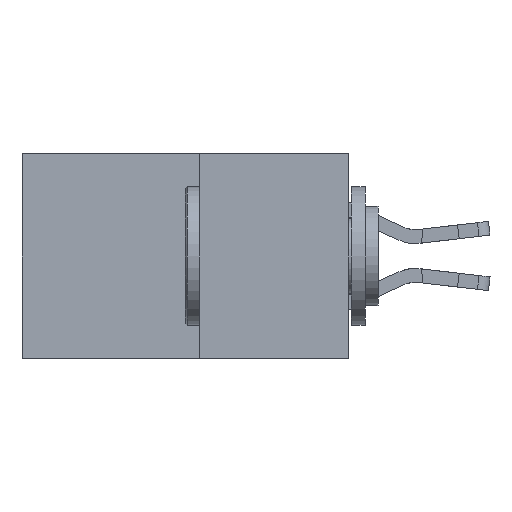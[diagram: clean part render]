
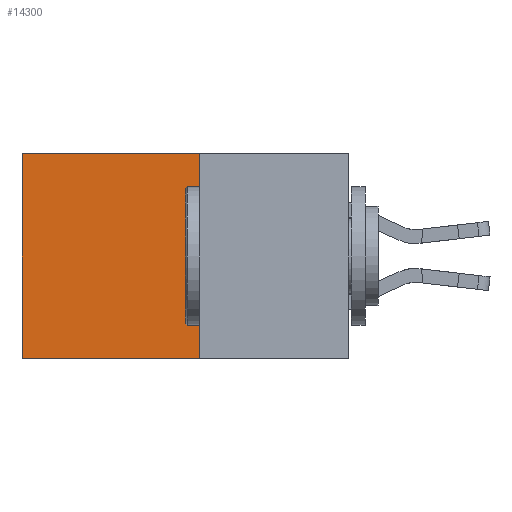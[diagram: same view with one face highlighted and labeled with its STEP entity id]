
A CAD part, left-side view. The second image highlights one B-rep face of the part: STEP entity #14300.
In plain terms, the highlighted planar face has unit normal (-1, 0, 0).
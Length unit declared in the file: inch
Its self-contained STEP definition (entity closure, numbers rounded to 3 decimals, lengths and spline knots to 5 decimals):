
#106 = PLANE ( 'NONE',  #12916 ) ;
#618 = VECTOR ( 'NONE', #19378, 39.37008 ) ;
#672 = DIRECTION ( 'NONE',  ( 0., 1., 0. ) ) ;
#1526 = EDGE_LOOP ( 'NONE', ( #10154, #14763, #3440, #1853 ) ) ;
#1761 = CARTESIAN_POINT ( 'NONE',  ( 0.277, 0.59, -0.37 ) ) ;
#1853 = ORIENTED_EDGE ( 'NONE', *, *, #2936, .T. ) ;
#1896 = DIRECTION ( 'NONE',  ( 0., 0., -1. ) ) ;
#2054 = EDGE_CURVE ( 'NONE', #18139, #18633, #14951, .T. ) ;
#2936 = EDGE_CURVE ( 'NONE', #18139, #5078, #11926, .T. ) ;
#3440 = ORIENTED_EDGE ( 'NONE', *, *, #2054, .F. ) ;
#4052 = LINE ( 'NONE', #1761, #8254 ) ;
#5030 = CARTESIAN_POINT ( 'NONE',  ( 0.277, 0.27, -0.37 ) ) ;
#5078 = VERTEX_POINT ( 'NONE', #7507 ) ;
#5307 = LINE ( 'NONE', #7025, #618 ) ;
#5344 = CARTESIAN_POINT ( 'NONE',  ( 0.277, 0.27, -0.37 ) ) ;
#5550 = VECTOR ( 'NONE', #9389, 39.37008 ) ;
#6110 = FACE_OUTER_BOUND ( 'NONE', #1526, .T. ) ;
#7025 = CARTESIAN_POINT ( 'NONE',  ( 0.277, 0.27, -0.37 ) ) ;
#7507 = CARTESIAN_POINT ( 'NONE',  ( 0.277, 0.59, 0. ) ) ;
#8246 = VERTEX_POINT ( 'NONE', #12061 ) ;
#8254 = VECTOR ( 'NONE', #10605, 39.37008 ) ;
#9389 = DIRECTION ( 'NONE',  ( 0., 0., -1. ) ) ;
#10154 = ORIENTED_EDGE ( 'NONE', *, *, #18001, .T. ) ;
#10396 = EDGE_CURVE ( 'NONE', #18633, #8246, #5307, .T. ) ;
#10605 = DIRECTION ( 'NONE',  ( 0., 0., -1. ) ) ;
#11926 = LINE ( 'NONE', #13816, #20658 ) ;
#12061 = CARTESIAN_POINT ( 'NONE',  ( 0.277, 0.59, -0.37 ) ) ;
#12503 = DIRECTION ( 'NONE',  ( 1., 0., 0. ) ) ;
#12916 = AXIS2_PLACEMENT_3D ( 'NONE', #5344, #12503, #1896 ) ;
#13816 = CARTESIAN_POINT ( 'NONE',  ( 0.277, 0.27, 0. ) ) ;
#14300 = ADVANCED_FACE ( 'NONE', ( #6110 ), #106, .F. ) ;
#14404 = CARTESIAN_POINT ( 'NONE',  ( 0.277, 0.27, 0. ) ) ;
#14763 = ORIENTED_EDGE ( 'NONE', *, *, #10396, .F. ) ;
#14951 = LINE ( 'NONE', #22113, #5550 ) ;
#18001 = EDGE_CURVE ( 'NONE', #5078, #8246, #4052, .T. ) ;
#18139 = VERTEX_POINT ( 'NONE', #14404 ) ;
#18633 = VERTEX_POINT ( 'NONE', #5030 ) ;
#19378 = DIRECTION ( 'NONE',  ( 0., 1., 0. ) ) ;
#20658 = VECTOR ( 'NONE', #672, 39.37008 ) ;
#22113 = CARTESIAN_POINT ( 'NONE',  ( 0.277, 0.27, -0.37 ) ) ;
